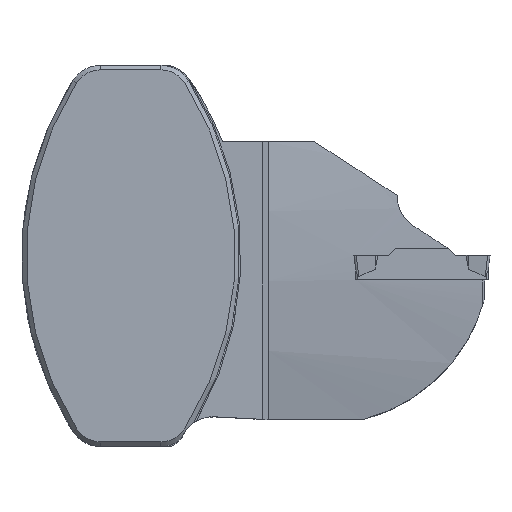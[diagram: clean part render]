
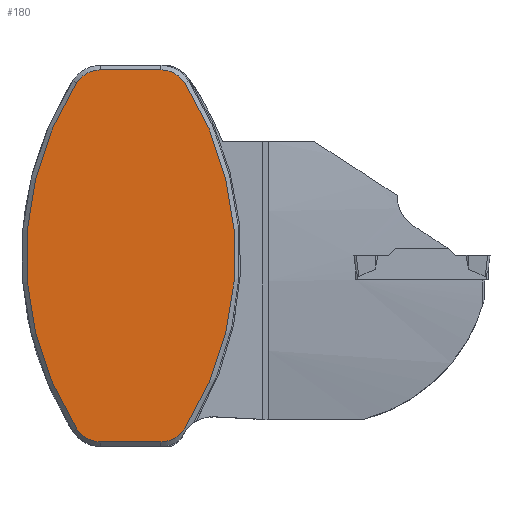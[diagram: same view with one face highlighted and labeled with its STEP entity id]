
A CAD part, top view. The second image highlights one B-rep face of the part: STEP entity #180.
In plain terms, the highlighted planar face has unit normal (0, 0, 1).
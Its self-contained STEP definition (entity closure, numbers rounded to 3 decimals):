
#132=PLANE('',#1722);
#180=ADVANCED_FACE('',(#290),#132,.T.);
#290=FACE_OUTER_BOUND('',#372,.T.);
#372=EDGE_LOOP('',(#870,#871,#872,#873,#874,#875,#876,#877));
#479=LINE('',#2551,#600);
#480=LINE('',#2559,#601);
#600=VECTOR('',#1979,1.);
#601=VECTOR('',#1986,1.);
#693=CIRCLE('',#1691,59.175);
#701=CIRCLE('',#1704,5.175);
#707=CIRCLE('',#1718,5.175);
#708=CIRCLE('',#1719,5.175);
#709=CIRCLE('',#1720,59.175);
#710=CIRCLE('',#1721,5.175);
#870=ORIENTED_EDGE('',*,*,#1402,.T.);
#871=ORIENTED_EDGE('',*,*,#1440,.T.);
#872=ORIENTED_EDGE('',*,*,#1441,.T.);
#873=ORIENTED_EDGE('',*,*,#1442,.T.);
#874=ORIENTED_EDGE('',*,*,#1443,.T.);
#875=ORIENTED_EDGE('',*,*,#1444,.T.);
#876=ORIENTED_EDGE('',*,*,#1445,.T.);
#877=ORIENTED_EDGE('',*,*,#1420,.T.);
#1246=VERTEX_POINT('',#2467);
#1247=VERTEX_POINT('',#2469);
#1260=VERTEX_POINT('',#2511);
#1269=VERTEX_POINT('',#2550);
#1270=VERTEX_POINT('',#2552);
#1271=VERTEX_POINT('',#2554);
#1272=VERTEX_POINT('',#2556);
#1273=VERTEX_POINT('',#2558);
#1402=EDGE_CURVE('',#1247,#1246,#693,.T.);
#1420=EDGE_CURVE('',#1260,#1247,#701,.T.);
#1440=EDGE_CURVE('',#1246,#1269,#707,.T.);
#1441=EDGE_CURVE('',#1269,#1270,#479,.T.);
#1442=EDGE_CURVE('',#1270,#1271,#708,.T.);
#1443=EDGE_CURVE('',#1271,#1272,#709,.T.);
#1444=EDGE_CURVE('',#1272,#1273,#710,.T.);
#1445=EDGE_CURVE('',#1273,#1260,#480,.T.);
#1691=AXIS2_PLACEMENT_3D('',#2468,#1902,#1903);
#1704=AXIS2_PLACEMENT_3D('',#2510,#1937,#1938);
#1718=AXIS2_PLACEMENT_3D('',#2549,#1977,#1978);
#1719=AXIS2_PLACEMENT_3D('',#2553,#1980,#1981);
#1720=AXIS2_PLACEMENT_3D('',#2555,#1982,#1983);
#1721=AXIS2_PLACEMENT_3D('',#2557,#1984,#1985);
#1722=AXIS2_PLACEMENT_3D('',#2560,#1987,#1988);
#1902=DIRECTION('',(0.,0.,1.));
#1903=DIRECTION('',(0.,-1.,0.));
#1937=DIRECTION('',(0.,0.,1.));
#1938=DIRECTION('',(0.,-1.,0.));
#1977=DIRECTION('',(0.,0.,1.));
#1978=DIRECTION('',(0.,-1.,0.));
#1979=DIRECTION('',(-1.,0.,0.));
#1980=DIRECTION('',(0.,0.,1.));
#1981=DIRECTION('',(0.,-1.,0.));
#1982=DIRECTION('',(0.,0.,1.));
#1983=DIRECTION('',(0.,-1.,0.));
#1984=DIRECTION('',(0.,0.,1.));
#1985=DIRECTION('',(0.,-1.,0.));
#1986=DIRECTION('',(1.,0.,0.));
#1987=DIRECTION('',(0.,0.,1.));
#1988=DIRECTION('',(0.,-1.,0.));
#2467=CARTESIAN_POINT('',(9.918,31.779,0.325));
#2468=CARTESIAN_POINT('',(-40.,0.,0.325));
#2469=CARTESIAN_POINT('',(9.918,-31.779,0.325));
#2510=CARTESIAN_POINT('',(5.552,-29.,0.325));
#2511=CARTESIAN_POINT('',(5.552,-34.175,0.325));
#2549=CARTESIAN_POINT('',(5.552,29.,0.325));
#2550=CARTESIAN_POINT('',(5.552,34.175,0.325));
#2551=CARTESIAN_POINT('',(0.,34.175,0.325));
#2552=CARTESIAN_POINT('',(-5.552,34.175,0.325));
#2553=CARTESIAN_POINT('',(-5.552,29.,0.325));
#2554=CARTESIAN_POINT('',(-9.918,31.779,0.325));
#2555=CARTESIAN_POINT('',(40.,0.,0.325));
#2556=CARTESIAN_POINT('',(-9.918,-31.779,0.325));
#2557=CARTESIAN_POINT('',(-5.552,-29.,0.325));
#2558=CARTESIAN_POINT('',(-5.552,-34.175,0.325));
#2559=CARTESIAN_POINT('',(0.,-34.175,0.325));
#2560=CARTESIAN_POINT('',(0.,0.,0.325));
